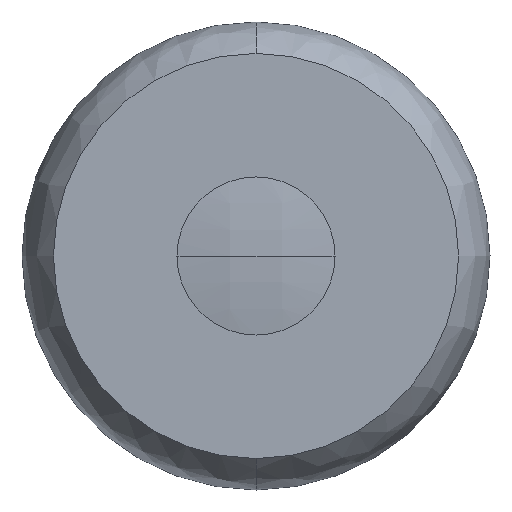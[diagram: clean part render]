
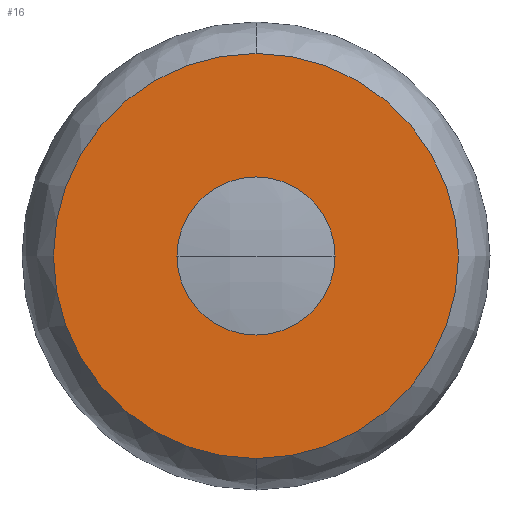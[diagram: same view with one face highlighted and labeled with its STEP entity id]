
A CAD part, front view. The second image highlights one B-rep face of the part: STEP entity #16.
In plain terms, the highlighted planar face has unit normal (0, -1, 0).
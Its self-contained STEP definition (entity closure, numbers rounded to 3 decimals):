
#16 = ADVANCED_FACE ( 'NONE', ( #168, #171 ), #869, .T. ) ;
#168 = FACE_OUTER_BOUND ( 'NONE', #3329, .T. ) ;
#171 = FACE_BOUND ( 'NONE', #3376, .T. ) ;
#462 = CIRCLE ( 'NONE', #726, 9.867 ) ;
#475 = CIRCLE ( 'NONE', #735, 3.85 ) ;
#480 = CIRCLE ( 'NONE', #730, 3.85 ) ;
#487 = CIRCLE ( 'NONE', #742, 9.867 ) ;
#573 = AXIS2_PLACEMENT_3D ( 'NONE', #868, #870, #871 ) ;
#726 = AXIS2_PLACEMENT_3D ( 'NONE', #1893, #1894, #1895 ) ;
#730 = AXIS2_PLACEMENT_3D ( 'NONE', #1922, #1936, #1937 ) ;
#735 = AXIS2_PLACEMENT_3D ( 'NONE', #1925, #1926, #1927 ) ;
#742 = AXIS2_PLACEMENT_3D ( 'NONE', #1953, #1955, #1956 ) ;
#868 = CARTESIAN_POINT ( 'NONE',  ( -9.867, -3.5, 0. ) ) ;
#869 = PLANE ( 'NONE',  #573 ) ;
#870 = DIRECTION ( 'NONE',  ( 0., -1., 0. ) ) ;
#871 = DIRECTION ( 'NONE',  ( 0., 0., -1. ) ) ;
#1642 = CARTESIAN_POINT ( 'NONE',  ( -3.85, -3.5, 0. ) ) ;
#1644 = CARTESIAN_POINT ( 'NONE',  ( 3.85, -3.5, 0. ) ) ;
#1766 = CARTESIAN_POINT ( 'NONE',  ( 0., -3.5, 9.867 ) ) ;
#1768 = CARTESIAN_POINT ( 'NONE',  ( 0., -3.5, -9.867 ) ) ;
#1893 = CARTESIAN_POINT ( 'NONE',  ( 0., -3.5, 0. ) ) ;
#1894 = DIRECTION ( 'NONE',  ( 0., 1., 0. ) ) ;
#1895 = DIRECTION ( 'NONE',  ( 0., 0., 1. ) ) ;
#1922 = CARTESIAN_POINT ( 'NONE',  ( 0., -3.5, 0. ) ) ;
#1925 = CARTESIAN_POINT ( 'NONE',  ( 0., -3.5, 0. ) ) ;
#1926 = DIRECTION ( 'NONE',  ( 0., 1., 0. ) ) ;
#1927 = DIRECTION ( 'NONE',  ( 1., 0., 0. ) ) ;
#1936 = DIRECTION ( 'NONE',  ( 0., 1., 0. ) ) ;
#1937 = DIRECTION ( 'NONE',  ( 1., 0., 0. ) ) ;
#1953 = CARTESIAN_POINT ( 'NONE',  ( 0., -3.5, 0. ) ) ;
#1955 = DIRECTION ( 'NONE',  ( 0., 1., 0. ) ) ;
#1956 = DIRECTION ( 'NONE',  ( 0., 0., 1. ) ) ;
#3329 = EDGE_LOOP ( 'NONE', ( #3491, #3490 ) ) ;
#3376 = EDGE_LOOP ( 'NONE', ( #3488, #3485 ) ) ;
#3485 = ORIENTED_EDGE ( 'NONE', *, *, #3796, .T. ) ;
#3488 = ORIENTED_EDGE ( 'NONE', *, *, #3792, .T. ) ;
#3490 = ORIENTED_EDGE ( 'NONE', *, *, #3781, .F. ) ;
#3491 = ORIENTED_EDGE ( 'NONE', *, *, #3802, .F. ) ;
#3521 = VERTEX_POINT ( 'NONE', #1642 ) ;
#3523 = VERTEX_POINT ( 'NONE', #1644 ) ;
#3645 = VERTEX_POINT ( 'NONE', #1766 ) ;
#3647 = VERTEX_POINT ( 'NONE', #1768 ) ;
#3781 = EDGE_CURVE ( 'NONE', #3647, #3645, #462, .T. ) ;
#3792 = EDGE_CURVE ( 'NONE', #3523, #3521, #475, .T. ) ;
#3796 = EDGE_CURVE ( 'NONE', #3521, #3523, #480, .T. ) ;
#3802 = EDGE_CURVE ( 'NONE', #3645, #3647, #487, .T. ) ;
